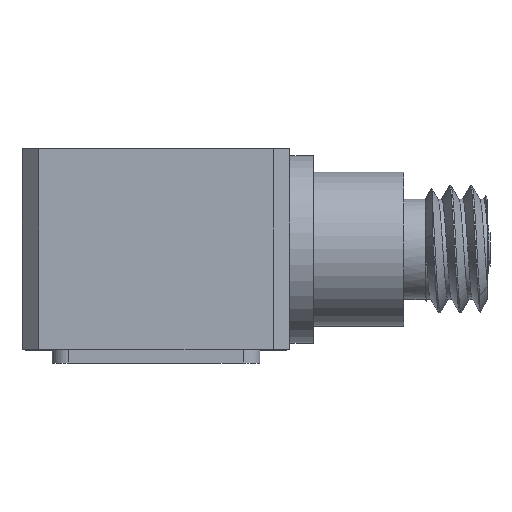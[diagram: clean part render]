
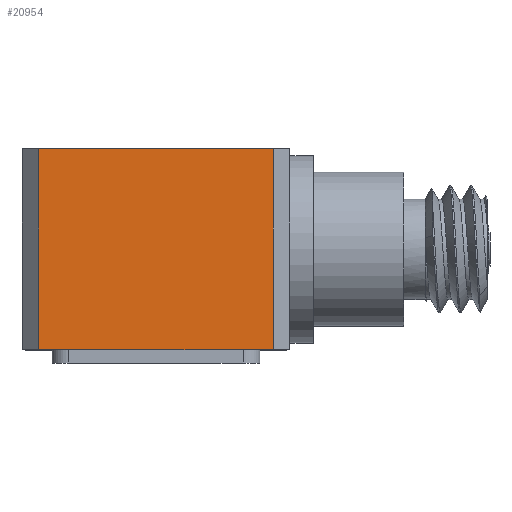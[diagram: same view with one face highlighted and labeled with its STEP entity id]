
A CAD part, top view. The second image highlights one B-rep face of the part: STEP entity #20954.
In plain terms, the highlighted planar face has unit normal (0, 0, 1).
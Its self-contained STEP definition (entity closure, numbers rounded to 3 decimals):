
#315 = VECTOR ( 'NONE', #8526, 1000. ) ;
#577 = CARTESIAN_POINT ( 'NONE',  ( -5.08, 0., 5.08 ) ) ;
#1996 = DIRECTION ( 'NONE',  ( 0., -1., 0. ) ) ;
#2075 = EDGE_CURVE ( 'NONE', #4894, #15508, #18738, .T. ) ;
#2532 = CARTESIAN_POINT ( 'NONE',  ( -4.445, 7.62, 5.08 ) ) ;
#2989 = LINE ( 'NONE', #8683, #8357 ) ;
#3237 = VECTOR ( 'NONE', #1996, 1000. ) ;
#4692 = VERTEX_POINT ( 'NONE', #7032 ) ;
#4831 = CARTESIAN_POINT ( 'NONE',  ( -4.445, 0., 5.08 ) ) ;
#4894 = VERTEX_POINT ( 'NONE', #11359 ) ;
#5367 = EDGE_LOOP ( 'NONE', ( #6324, #15170, #15997, #21811 ) ) ;
#6324 = ORIENTED_EDGE ( 'NONE', *, *, #17747, .T. ) ;
#6794 = CARTESIAN_POINT ( 'NONE',  ( -5.08, 7.62, 5.08 ) ) ;
#7032 = CARTESIAN_POINT ( 'NONE',  ( 4.445, 7.62, 5.08 ) ) ;
#7084 = VERTEX_POINT ( 'NONE', #19825 ) ;
#7314 = CARTESIAN_POINT ( 'NONE',  ( -5.08, 7.62, 5.08 ) ) ;
#8357 = VECTOR ( 'NONE', #22326, 1000. ) ;
#8526 = DIRECTION ( 'NONE',  ( 1., 0., 0. ) ) ;
#8683 = CARTESIAN_POINT ( 'NONE',  ( 4.445, 7.62, 5.08 ) ) ;
#8837 = DIRECTION ( 'NONE',  ( -1., 0., 0. ) ) ;
#9903 = LINE ( 'NONE', #7314, #15262 ) ;
#11359 = CARTESIAN_POINT ( 'NONE',  ( -4.445, 7.62, 5.08 ) ) ;
#11561 = DIRECTION ( 'NONE',  ( 1., 0., 0. ) ) ;
#15034 = FACE_OUTER_BOUND ( 'NONE', #5367, .T. ) ;
#15170 = ORIENTED_EDGE ( 'NONE', *, *, #15798, .T. ) ;
#15262 = VECTOR ( 'NONE', #11561, 1000. ) ;
#15508 = VERTEX_POINT ( 'NONE', #4831 ) ;
#15765 = LINE ( 'NONE', #577, #315 ) ;
#15798 = EDGE_CURVE ( 'NONE', #7084, #4692, #2989, .T. ) ;
#15997 = ORIENTED_EDGE ( 'NONE', *, *, #23031, .F. ) ;
#17747 = EDGE_CURVE ( 'NONE', #15508, #7084, #15765, .T. ) ;
#18738 = LINE ( 'NONE', #2532, #3237 ) ;
#19825 = CARTESIAN_POINT ( 'NONE',  ( 4.445, 0., 5.08 ) ) ;
#20877 = DIRECTION ( 'NONE',  ( 0., 0., -1. ) ) ;
#20954 = ADVANCED_FACE ( 'NONE', ( #15034 ), #24750, .F. ) ;
#21811 = ORIENTED_EDGE ( 'NONE', *, *, #2075, .T. ) ;
#22184 = AXIS2_PLACEMENT_3D ( 'NONE', #6794, #20877, #8837 ) ;
#22326 = DIRECTION ( 'NONE',  ( 0., 1., 0. ) ) ;
#23031 = EDGE_CURVE ( 'NONE', #4894, #4692, #9903, .T. ) ;
#24750 = PLANE ( 'NONE',  #22184 ) ;
